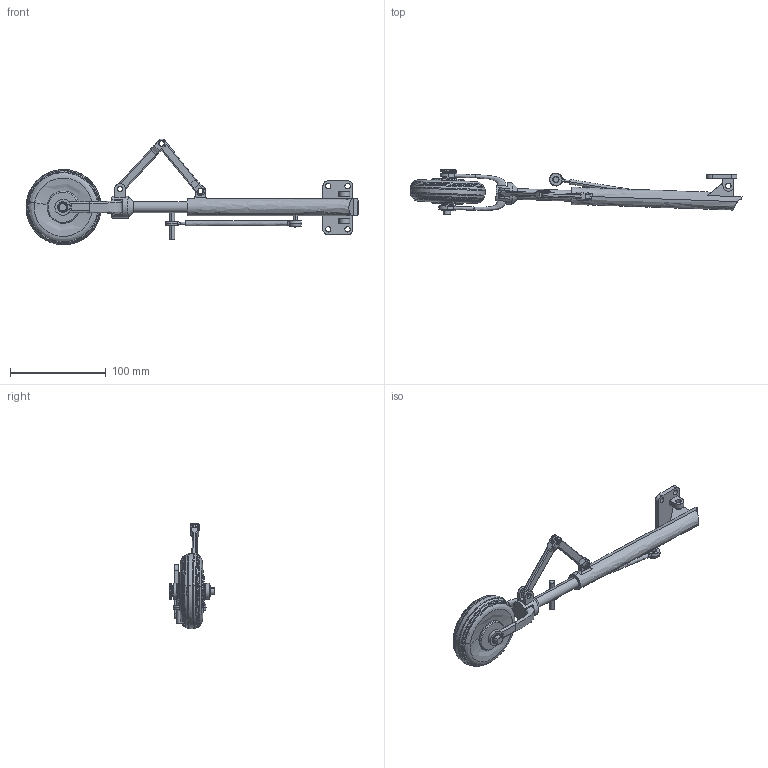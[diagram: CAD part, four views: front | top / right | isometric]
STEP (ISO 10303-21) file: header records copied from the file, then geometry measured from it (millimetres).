
FILE_DESCRIPTION(('FreeCAD Model'),'2;1');
FILE_NAME('Open CASCADE Shape Model','2025-04-27T10:00:16',('FreeCAD'),( 'FreeCAD'),'Open CASCADE STEP processor 7.6','FreeCAD','Unknown');
FILE_SCHEMA(('AUTOMOTIVE_DESIGN { 1 0 10303 214 1 1 1 1 }'));
Length unit declared in the file: millimetre
Products named in the file (1): Open CASCADE STEP translator 7.6 1
Bounding box: 346.71 x 47.68 x 110.23 mm (x, y, z)
Volume: 173869.8 mm3; surface area: 66397.8 mm2
Topology: 17 solids, 17 shells, 417 faces, 1051 edges, 685 vertices
Faces by surface type: bspline 417
Entity records: 15711 total; most frequent: CARTESIAN_POINT 9802, ORIENTED_EDGE 2098, EDGE_CURVE 1049, VERTEX_POINT 685, B_SPLINE_CURVE_WITH_KNOTS 501, FACE_BOUND 484, EDGE_LOOP 484, ADVANCED_FACE 417
